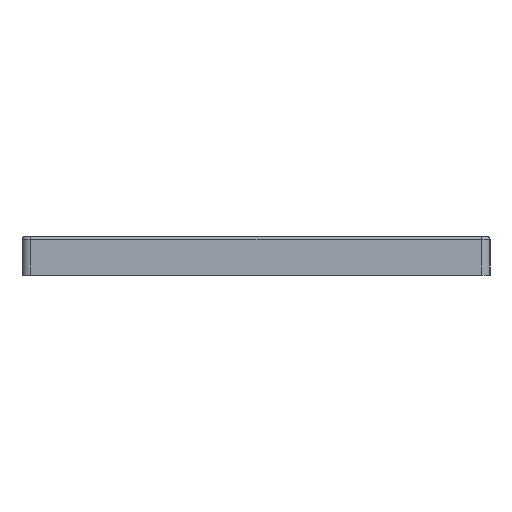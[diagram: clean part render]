
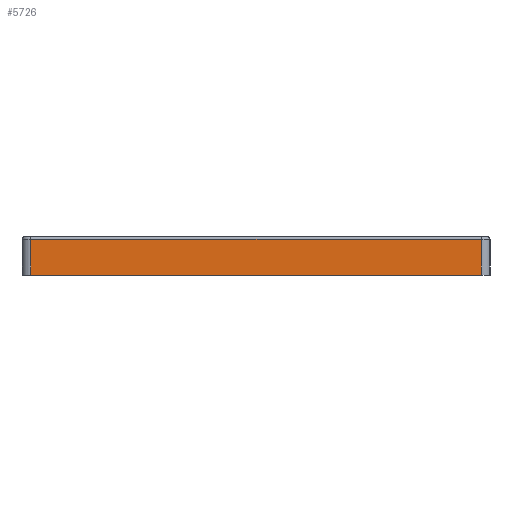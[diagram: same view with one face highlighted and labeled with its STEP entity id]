
A CAD part, left-side view. The second image highlights one B-rep face of the part: STEP entity #5726.
In plain terms, the highlighted planar face has unit normal (-1, 0, 0).
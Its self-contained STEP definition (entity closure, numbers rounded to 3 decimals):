
#171=PLANE('',#6212);
#377=FACE_OUTER_BOUND('',#722,.T.);
#722=EDGE_LOOP('',(#4340,#4341,#4342,#4343));
#1367=LINE('',#8793,#1962);
#1394=LINE('',#8898,#1989);
#1450=LINE('',#9076,#2045);
#1452=LINE('',#9079,#2047);
#1962=VECTOR('',#6977,10.);
#1989=VECTOR('',#7090,10.);
#2045=VECTOR('',#7216,10.);
#2047=VECTOR('',#7220,10.);
#2608=VERTEX_POINT('',#8787);
#2609=VERTEX_POINT('',#8791);
#2643=VERTEX_POINT('',#8895);
#2644=VERTEX_POINT('',#8897);
#3194=EDGE_CURVE('',#2609,#2608,#1367,.T.);
#3243=EDGE_CURVE('',#2643,#2644,#1394,.F.);
#3333=EDGE_CURVE('',#2608,#2643,#1450,.T.);
#3335=EDGE_CURVE('',#2644,#2609,#1452,.T.);
#4340=ORIENTED_EDGE('',*,*,#3194,.F.);
#4341=ORIENTED_EDGE('',*,*,#3335,.F.);
#4342=ORIENTED_EDGE('',*,*,#3243,.F.);
#4343=ORIENTED_EDGE('',*,*,#3333,.F.);
#5726=ADVANCED_FACE('',(#377),#171,.T.);
#6212=AXIS2_PLACEMENT_3D('',#9078,#7218,#7219);
#6977=DIRECTION('',(0.,-1.,0.));
#7090=DIRECTION('',(0.,-1.,0.));
#7216=DIRECTION('',(0.,0.,-1.));
#7218=DIRECTION('center_axis',(-1.,0.,0.));
#7219=DIRECTION('ref_axis',(0.,-1.,0.));
#7220=DIRECTION('',(0.,0.,1.));
#8787=CARTESIAN_POINT('',(-294.108,-122.623,12.05));
#8791=CARTESIAN_POINT('',(-294.108,8.89,12.05));
#8793=CARTESIAN_POINT('',(-294.108,-22.738,12.05));
#8895=CARTESIAN_POINT('',(-294.108,-122.623,1.6));
#8897=CARTESIAN_POINT('',(-294.108,8.89,1.6));
#8898=CARTESIAN_POINT('',(-294.108,-22.738,1.6));
#9076=CARTESIAN_POINT('',(-294.108,-122.623,5.));
#9078=CARTESIAN_POINT('Origin',(-294.108,11.39,5.));
#9079=CARTESIAN_POINT('',(-294.108,8.89,5.));
